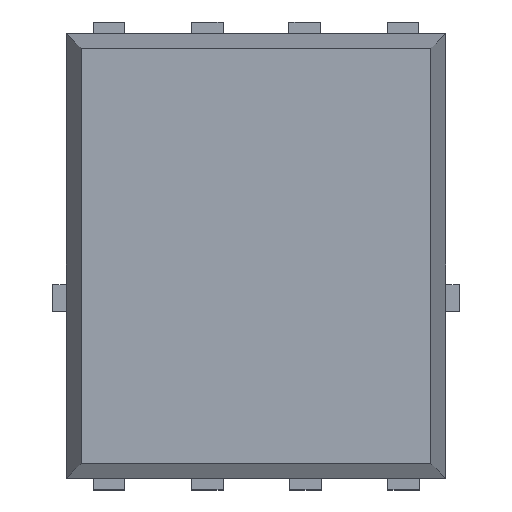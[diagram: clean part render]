
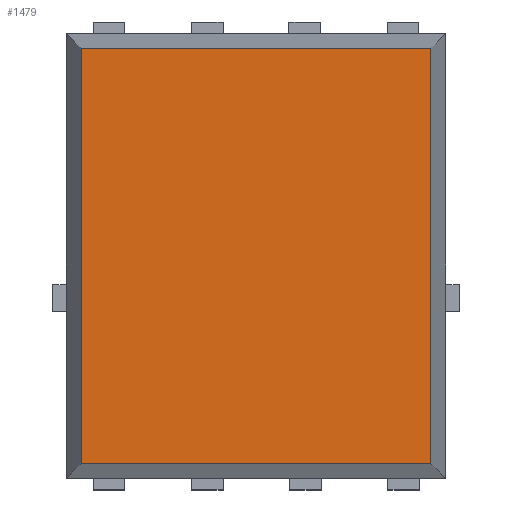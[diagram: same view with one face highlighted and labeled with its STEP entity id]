
A CAD part, top view. The second image highlights one B-rep face of the part: STEP entity #1479.
In plain terms, the highlighted planar face has unit normal (0, 0, 1).
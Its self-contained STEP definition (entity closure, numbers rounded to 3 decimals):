
#835 = VERTEX_POINT('',#836);
#836 = CARTESIAN_POINT('',(2.259,-2.684,1.11));
#844 = VERTEX_POINT('',#845);
#845 = CARTESIAN_POINT('',(-2.259,-2.684,1.11));
#851 = EDGE_CURVE('',#835,#844,#852,.T.);
#852 = LINE('',#853,#854);
#853 = CARTESIAN_POINT('',(2.45,-2.684,1.11));
#854 = VECTOR('',#855,1.);
#855 = DIRECTION('',(-1.,-0.,-0.));
#1438 = VERTEX_POINT('',#1439);
#1439 = CARTESIAN_POINT('',(-2.259,2.684,1.11));
#1445 = EDGE_CURVE('',#844,#1438,#1446,.T.);
#1446 = LINE('',#1447,#1448);
#1447 = CARTESIAN_POINT('',(-2.259,-2.875,1.11));
#1448 = VECTOR('',#1449,1.);
#1449 = DIRECTION('',(0.,1.,0.));
#1462 = VERTEX_POINT('',#1463);
#1463 = CARTESIAN_POINT('',(2.259,2.684,1.11));
#1469 = EDGE_CURVE('',#835,#1462,#1470,.T.);
#1470 = LINE('',#1471,#1472);
#1471 = CARTESIAN_POINT('',(2.259,-2.875,1.11));
#1472 = VECTOR('',#1473,1.);
#1473 = DIRECTION('',(0.,1.,0.));
#1479 = ADVANCED_FACE('',(#1480),#1491,.T.);
#1480 = FACE_BOUND('',#1481,.T.);
#1481 = EDGE_LOOP('',(#1482,#1488,#1489,#1490));
#1482 = ORIENTED_EDGE('',*,*,#1483,.T.);
#1483 = EDGE_CURVE('',#1462,#1438,#1484,.T.);
#1484 = LINE('',#1485,#1486);
#1485 = CARTESIAN_POINT('',(2.45,2.684,1.11));
#1486 = VECTOR('',#1487,1.);
#1487 = DIRECTION('',(-1.,0.,0.));
#1488 = ORIENTED_EDGE('',*,*,#1445,.F.);
#1489 = ORIENTED_EDGE('',*,*,#851,.F.);
#1490 = ORIENTED_EDGE('',*,*,#1469,.T.);
#1491 = PLANE('',#1492);
#1492 = AXIS2_PLACEMENT_3D('',#1493,#1494,#1495);
#1493 = CARTESIAN_POINT('',(0.,0.,1.11));
#1494 = DIRECTION('',(0.,0.,1.));
#1495 = DIRECTION('',(1.,0.,0.));
